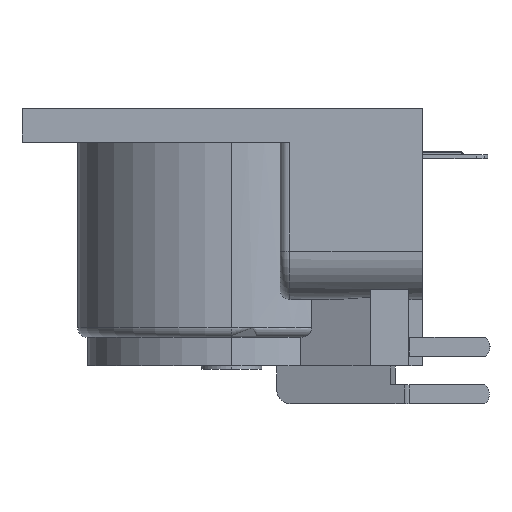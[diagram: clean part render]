
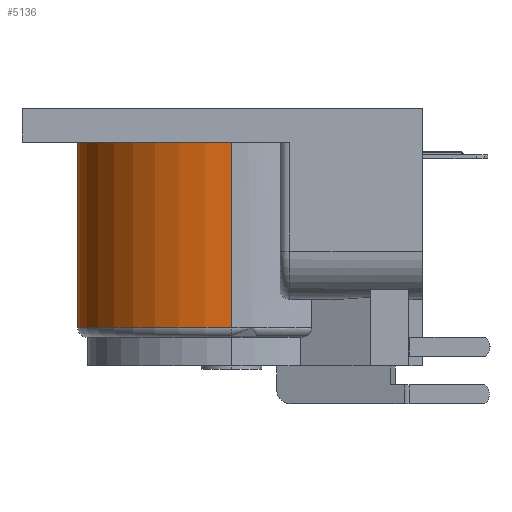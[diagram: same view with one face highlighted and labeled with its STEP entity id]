
A CAD part, left-side view. The second image highlights one B-rep face of the part: STEP entity #5136.
In plain terms, the highlighted cylindrical face has radius 8.077 mm (diameter 16.154 mm), a partial arc.
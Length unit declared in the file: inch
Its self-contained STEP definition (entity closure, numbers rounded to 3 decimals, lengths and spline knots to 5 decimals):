
#269 = CARTESIAN_POINT ( 'NONE',  ( 0.318, 0., -0.453 ) ) ;
#592 = ORIENTED_EDGE ( 'NONE', *, *, #885, .T. ) ;
#885 = EDGE_CURVE ( 'NONE', #3704, #11482, #9486, .T. ) ;
#1037 = AXIS2_PLACEMENT_3D ( 'NONE', #5101, #8934, #6077 ) ;
#1467 = VERTEX_POINT ( 'NONE', #2948 ) ;
#1477 = VECTOR ( 'NONE', #11854, 39.37008 ) ;
#1849 = ORIENTED_EDGE ( 'NONE', *, *, #3471, .F. ) ;
#2086 = VECTOR ( 'NONE', #10793, 39.37008 ) ;
#2297 = CARTESIAN_POINT ( 'NONE',  ( -0.318, 0., -0.453 ) ) ;
#2948 = CARTESIAN_POINT ( 'NONE',  ( -0.318, 0., -0.07 ) ) ;
#3079 = VERTEX_POINT ( 'NONE', #7935 ) ;
#3471 = EDGE_CURVE ( 'NONE', #3079, #1467, #5528, .T. ) ;
#3704 = VERTEX_POINT ( 'NONE', #269 ) ;
#4137 = DIRECTION ( 'NONE',  ( -1., 0., 0. ) ) ;
#4235 = CARTESIAN_POINT ( 'NONE',  ( -0.318, 0., -0.473 ) ) ;
#4239 = DIRECTION ( 'NONE',  ( 0., 0., 1. ) ) ;
#4665 = LINE ( 'NONE', #6989, #2086 ) ;
#4762 = DIRECTION ( 'NONE',  ( 0., 0., 1. ) ) ;
#4847 = AXIS2_PLACEMENT_3D ( 'NONE', #10469, #4762, #4137 ) ;
#5101 = CARTESIAN_POINT ( 'NONE',  ( 0., 0., -0.473 ) ) ;
#5136 = ADVANCED_FACE ( 'NONE', ( #10621 ), #5282, .T. ) ;
#5282 = CYLINDRICAL_SURFACE ( 'NONE', #1037, 0.318 ) ;
#5528 = CIRCLE ( 'NONE', #7044, 0.318 ) ;
#5975 = ORIENTED_EDGE ( 'NONE', *, *, #6188, .F. ) ;
#6077 = DIRECTION ( 'NONE',  ( 1., 0., 0. ) ) ;
#6188 = EDGE_CURVE ( 'NONE', #3704, #3079, #4665, .T. ) ;
#6734 = EDGE_CURVE ( 'NONE', #11482, #1467, #11654, .T. ) ;
#6922 = ORIENTED_EDGE ( 'NONE', *, *, #6734, .T. ) ;
#6989 = CARTESIAN_POINT ( 'NONE',  ( 0.318, 0., -0.473 ) ) ;
#7044 = AXIS2_PLACEMENT_3D ( 'NONE', #9955, #4239, #10918 ) ;
#7524 = EDGE_LOOP ( 'NONE', ( #592, #6922, #1849, #5975 ) ) ;
#7935 = CARTESIAN_POINT ( 'NONE',  ( 0.318, 0., -0.07 ) ) ;
#8934 = DIRECTION ( 'NONE',  ( 0., 0., 1. ) ) ;
#9486 = CIRCLE ( 'NONE', #4847, 0.318 ) ;
#9955 = CARTESIAN_POINT ( 'NONE',  ( 0., 0., -0.07 ) ) ;
#10469 = CARTESIAN_POINT ( 'NONE',  ( 0., 0., -0.453 ) ) ;
#10621 = FACE_OUTER_BOUND ( 'NONE', #7524, .T. ) ;
#10793 = DIRECTION ( 'NONE',  ( 0., 0., 1. ) ) ;
#10918 = DIRECTION ( 'NONE',  ( -1., 0., 0. ) ) ;
#11482 = VERTEX_POINT ( 'NONE', #2297 ) ;
#11654 = LINE ( 'NONE', #4235, #1477 ) ;
#11854 = DIRECTION ( 'NONE',  ( 0., 0., 1. ) ) ;
